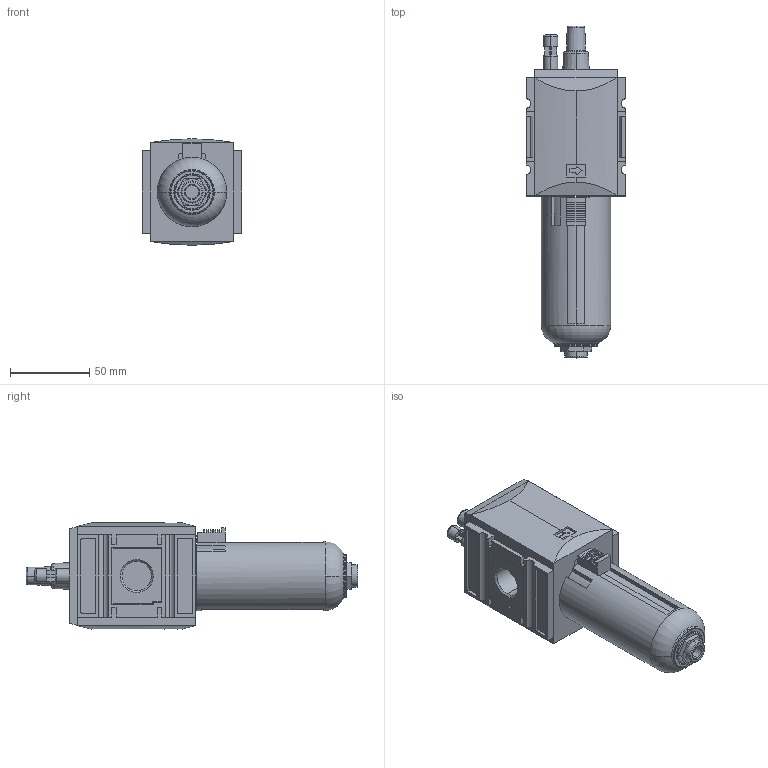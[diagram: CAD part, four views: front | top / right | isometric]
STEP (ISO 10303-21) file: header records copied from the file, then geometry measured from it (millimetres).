
FILE_DESCRIPTION (( 'STEP AP214' ), '1' );
FILE_NAME ('KN-KLUB212.STEP', '2018-08-29T15:01:01', ( '' ), ( '' ), 'SwSTEP 2.0', 'SolidWorks 2018', '' );
FILE_SCHEMA (( 'AUTOMOTIVE_DESIGN' ));
Length unit declared in the file: millimetre
Products named in the file (1): KN-KLUB212
Bounding box: 63 x 210 x 67.13 mm (x, y, z)
Volume: 438299.1 mm3; surface area: 53786.3 mm2
Topology: 2 solids, 2 shells, 340 faces, 884 edges, 577 vertices
Faces by surface type: plane 211, cylinder 83, cone 28, bspline 16, torus 2
Entity records: 14380 total; most frequent: CARTESIAN_POINT 2156, ORIENTED_EDGE 1768, DIRECTION 1759, EDGE_CURVE 884, LINE 591, VECTOR 591, AXIS2_PLACEMENT_3D 584, VERTEX_POINT 577
